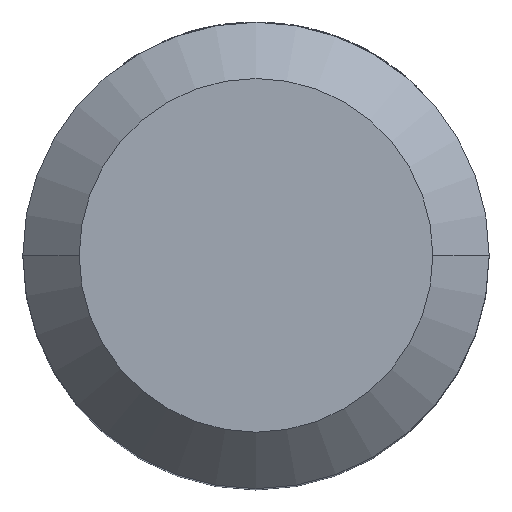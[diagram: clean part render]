
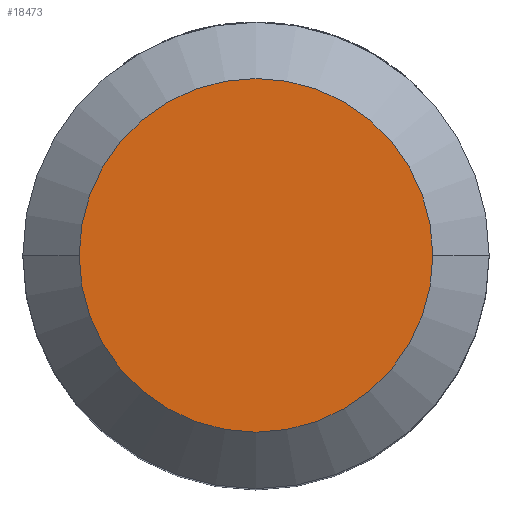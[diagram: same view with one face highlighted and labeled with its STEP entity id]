
A CAD part, top view. The second image highlights one B-rep face of the part: STEP entity #18473.
In plain terms, the highlighted planar face has unit normal (0, 0, 1).
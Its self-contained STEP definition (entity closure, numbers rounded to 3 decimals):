
#1606 = AXIS2_PLACEMENT_3D ( 'NONE', #26597, #14212, #20545 ) ;
#5035 = DIRECTION ( 'NONE',  ( 0., 0., 1. ) ) ;
#7358 = VERTEX_POINT ( 'NONE', #10578 ) ;
#9824 = CIRCLE ( 'NONE', #13683, 9.1 ) ;
#10578 = CARTESIAN_POINT ( 'NONE',  ( -9.1, 0., 46.9 ) ) ;
#11191 = ORIENTED_EDGE ( 'NONE', *, *, #21459, .T. ) ;
#13505 = ORIENTED_EDGE ( 'NONE', *, *, #20147, .T. ) ;
#13683 = AXIS2_PLACEMENT_3D ( 'NONE', #22431, #20414, #14618 ) ;
#14212 = DIRECTION ( 'NONE',  ( 0., 0., 1. ) ) ;
#14612 = FACE_OUTER_BOUND ( 'NONE', #15414, .T. ) ;
#14618 = DIRECTION ( 'NONE',  ( 1., 0., 0. ) ) ;
#14930 = VERTEX_POINT ( 'NONE', #21355 ) ;
#15414 = EDGE_LOOP ( 'NONE', ( #13505, #11191 ) ) ;
#18380 = PLANE ( 'NONE',  #1606 ) ;
#18473 = ADVANCED_FACE ( 'NONE', ( #14612 ), #18380, .T. ) ;
#20147 = EDGE_CURVE ( 'NONE', #7358, #14930, #26559, .T. ) ;
#20414 = DIRECTION ( 'NONE',  ( 0., 0., 1. ) ) ;
#20545 = DIRECTION ( 'NONE',  ( 1., 0., 0. ) ) ;
#20551 = AXIS2_PLACEMENT_3D ( 'NONE', #21310, #5035, #21447 ) ;
#21310 = CARTESIAN_POINT ( 'NONE',  ( 0., 0., 46.9 ) ) ;
#21355 = CARTESIAN_POINT ( 'NONE',  ( 9.1, 0., 46.9 ) ) ;
#21447 = DIRECTION ( 'NONE',  ( 1., 0., 0. ) ) ;
#21459 = EDGE_CURVE ( 'NONE', #14930, #7358, #9824, .T. ) ;
#22431 = CARTESIAN_POINT ( 'NONE',  ( 0., 0., 46.9 ) ) ;
#26559 = CIRCLE ( 'NONE', #20551, 9.1 ) ;
#26597 = CARTESIAN_POINT ( 'NONE',  ( 0., 0., 46.9 ) ) ;
